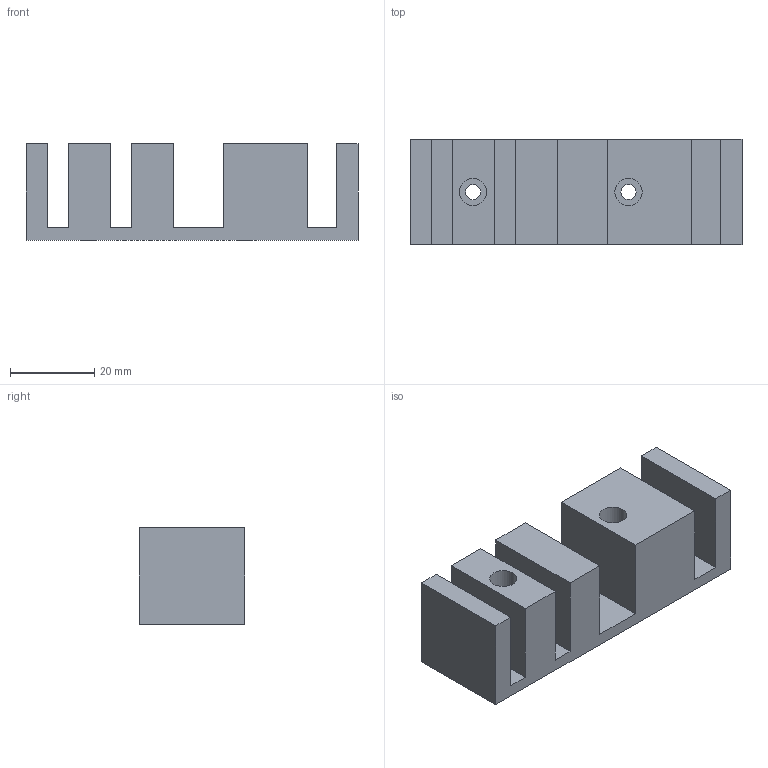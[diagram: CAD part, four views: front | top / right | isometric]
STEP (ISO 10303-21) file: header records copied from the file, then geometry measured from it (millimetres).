
FILE_DESCRIPTION( ( '' ), ' ' );
FILE_NAME( '5ef19c1d84b37010ba17d66f.step', '2020-06-23T06:07:25', ( '' ), ( '' ), ' ', ' ', ' ' );
FILE_SCHEMA( ( 'AUTOMOTIVE_DESIGN { 1 0 10303 214 1 1 1 1 }' ) );
Length unit declared in the file: metre
Products named in the file (1): Power Mounting Block
Bounding box: 79 x 25 x 23 mm (x, y, z)
Volume: 29628.6 mm3; surface area: 12381.5 mm2
Topology: 1 solids, 1 shells, 28 faces, 72 edges, 48 vertices
Faces by surface type: plane 24, cylinder 4
Full cylindrical faces by diameter (mm): 3.6 x2, 6.5 x2
Entity records: 1072 total; most frequent: CARTESIAN_POINT 145, ORIENTED_EDGE 136, DIRECTION 134, EDGE_CURVE 68, LINE 60, VECTOR 60, VERTEX_POINT 48, EDGE_LOOP 38
